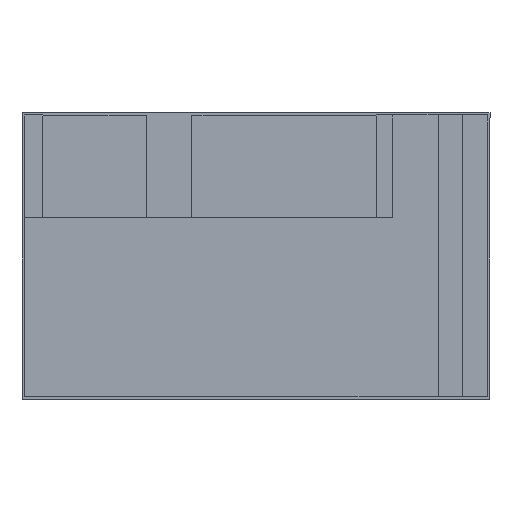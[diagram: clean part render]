
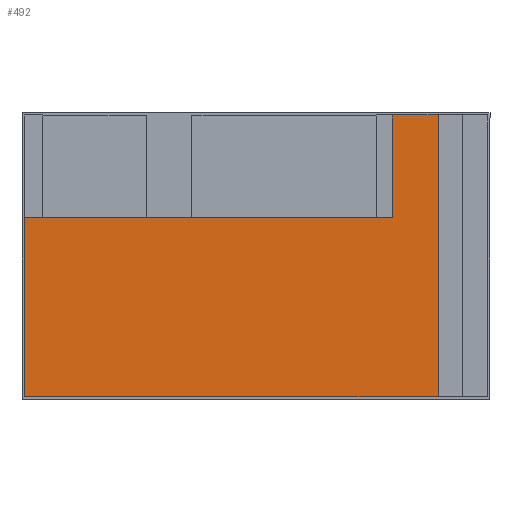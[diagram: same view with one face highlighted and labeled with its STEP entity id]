
A CAD part, top view. The second image highlights one B-rep face of the part: STEP entity #492.
In plain terms, the highlighted planar face has unit normal (0, 0, 1).
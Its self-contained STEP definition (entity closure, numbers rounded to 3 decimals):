
#22=FACE_OUTER_BOUND('',#48,.T.);
#48=EDGE_LOOP('',(#354,#355,#356,#357,#358,#359));
#81=LINE('',#704,#150);
#85=LINE('',#713,#154);
#96=LINE('',#735,#165);
#98=LINE('',#738,#167);
#99=LINE('',#740,#168);
#100=LINE('',#741,#169);
#150=VECTOR('',#574,10.);
#154=VECTOR('',#580,10.);
#165=VECTOR('',#593,10.);
#167=VECTOR('',#597,10.);
#168=VECTOR('',#598,10.);
#169=VECTOR('',#599,10.);
#217=VERTEX_POINT('',#701);
#218=VERTEX_POINT('',#703);
#221=VERTEX_POINT('',#710);
#222=VERTEX_POINT('',#712);
#232=VERTEX_POINT('',#734);
#233=VERTEX_POINT('',#739);
#265=EDGE_CURVE('',#218,#217,#81,.T.);
#269=EDGE_CURVE('',#222,#221,#85,.T.);
#280=EDGE_CURVE('',#232,#222,#96,.T.);
#282=EDGE_CURVE('',#217,#232,#98,.T.);
#283=EDGE_CURVE('',#221,#233,#99,.T.);
#284=EDGE_CURVE('',#233,#218,#100,.T.);
#354=ORIENTED_EDGE('',*,*,#265,.T.);
#355=ORIENTED_EDGE('',*,*,#282,.T.);
#356=ORIENTED_EDGE('',*,*,#280,.T.);
#357=ORIENTED_EDGE('',*,*,#269,.T.);
#358=ORIENTED_EDGE('',*,*,#283,.T.);
#359=ORIENTED_EDGE('',*,*,#284,.T.);
#466=PLANE('',#532);
#492=ADVANCED_FACE('',(#22),#466,.T.);
#532=AXIS2_PLACEMENT_3D('',#737,#595,#596);
#574=DIRECTION('',(0.,1.,0.));
#580=DIRECTION('',(-1.,0.,0.));
#593=DIRECTION('',(0.,-1.,0.));
#595=DIRECTION('center_axis',(0.,0.,1.));
#596=DIRECTION('ref_axis',(1.,0.,0.));
#597=DIRECTION('',(-1.,0.,0.));
#598=DIRECTION('',(0.,-1.,0.));
#599=DIRECTION('',(1.,0.,0.));
#701=CARTESIAN_POINT('',(273.,186.46,18.));
#703=CARTESIAN_POINT('',(273.,1.5,18.));
#704=CARTESIAN_POINT('',(273.,1.5,18.));
#710=CARTESIAN_POINT('',(1.5,119.,18.));
#712=CARTESIAN_POINT('',(243.,119.,18.));
#713=CARTESIAN_POINT('',(243.,119.,18.));
#734=CARTESIAN_POINT('',(243.,186.46,18.));
#735=CARTESIAN_POINT('',(243.,186.46,18.));
#737=CARTESIAN_POINT('Origin',(137.25,93.98,18.));
#738=CARTESIAN_POINT('',(273.,186.46,18.));
#739=CARTESIAN_POINT('',(1.5,1.5,18.));
#740=CARTESIAN_POINT('',(1.5,119.,18.));
#741=CARTESIAN_POINT('',(1.5,1.5,18.));
